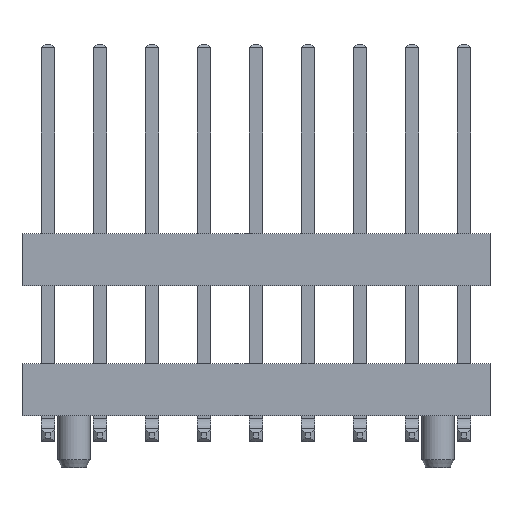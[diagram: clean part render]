
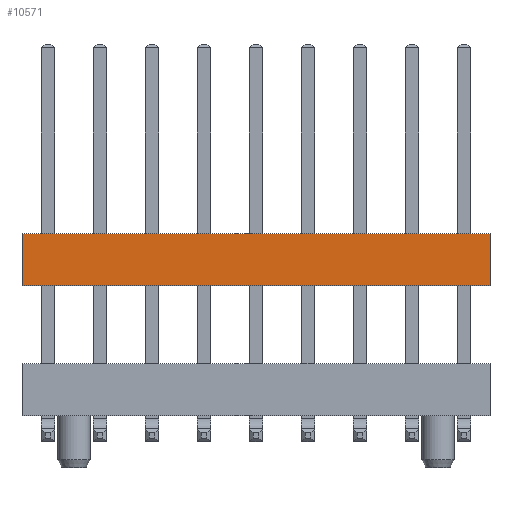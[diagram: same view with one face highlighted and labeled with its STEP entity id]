
A CAD part, front view. The second image highlights one B-rep face of the part: STEP entity #10571.
In plain terms, the highlighted planar face has unit normal (0, -1, 0).
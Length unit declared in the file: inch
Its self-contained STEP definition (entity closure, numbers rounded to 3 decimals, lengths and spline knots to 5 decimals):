
#763=FACE_OUTER_BOUND('',#1407,.T.);
#1407=EDGE_LOOP('',(#9075,#9076,#9077,#9078));
#2657=LINE('',#16537,#4029);
#2665=LINE('',#16552,#4037);
#2666=LINE('',#16555,#4038);
#2667=LINE('',#16556,#4039);
#4029=VECTOR('',#13653,39.37008);
#4037=VECTOR('',#13663,39.37008);
#4038=VECTOR('',#13666,39.37008);
#4039=VECTOR('',#13667,39.37008);
#5029=VERTEX_POINT('',#16534);
#5030=VERTEX_POINT('',#16536);
#5036=VERTEX_POINT('',#16550);
#5037=VERTEX_POINT('',#16554);
#6401=EDGE_CURVE('',#5029,#5030,#2657,.T.);
#6409=EDGE_CURVE('',#5036,#5029,#2665,.T.);
#6410=EDGE_CURVE('',#5036,#5037,#2666,.T.);
#6411=EDGE_CURVE('',#5037,#5030,#2667,.T.);
#9075=ORIENTED_EDGE('',*,*,#6401,.F.);
#9076=ORIENTED_EDGE('',*,*,#6409,.F.);
#9077=ORIENTED_EDGE('',*,*,#6410,.T.);
#9078=ORIENTED_EDGE('',*,*,#6411,.T.);
#9997=PLANE('',#11279);
#10571=ADVANCED_FACE('',(#763),#9997,.T.);
#11279=AXIS2_PLACEMENT_3D('',#16553,#13664,#13665);
#13653=DIRECTION('',(1.,0.,0.));
#13663=DIRECTION('',(0.,0.,1.));
#13664=DIRECTION('center_axis',(0.,-1.,0.));
#13665=DIRECTION('ref_axis',(1.,0.,0.));
#13666=DIRECTION('',(1.,0.,0.));
#13667=DIRECTION('',(0.,0.,1.));
#16534=CARTESIAN_POINT('',(-0.45,-0.10004,0.4));
#16536=CARTESIAN_POINT('',(0.45,-0.10004,0.4));
#16537=CARTESIAN_POINT('',(-0.45,-0.10004,0.4));
#16550=CARTESIAN_POINT('',(-0.45,-0.10004,0.3));
#16552=CARTESIAN_POINT('',(-0.45,-0.10004,0.3));
#16553=CARTESIAN_POINT('Origin',(-0.45,-0.10004,0.3));
#16554=CARTESIAN_POINT('',(0.45,-0.10004,0.3));
#16555=CARTESIAN_POINT('',(-0.45,-0.10004,0.3));
#16556=CARTESIAN_POINT('',(0.45,-0.10004,0.3));
